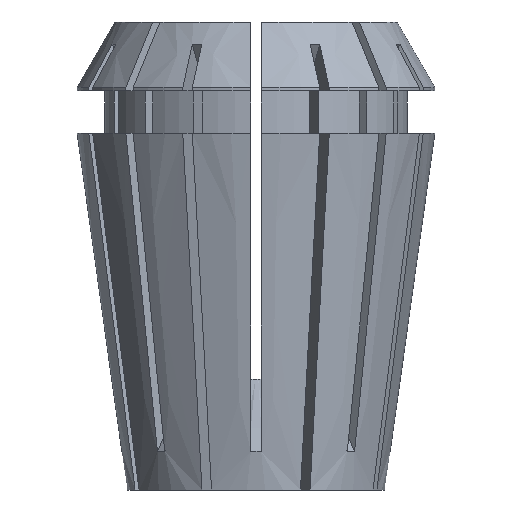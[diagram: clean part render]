
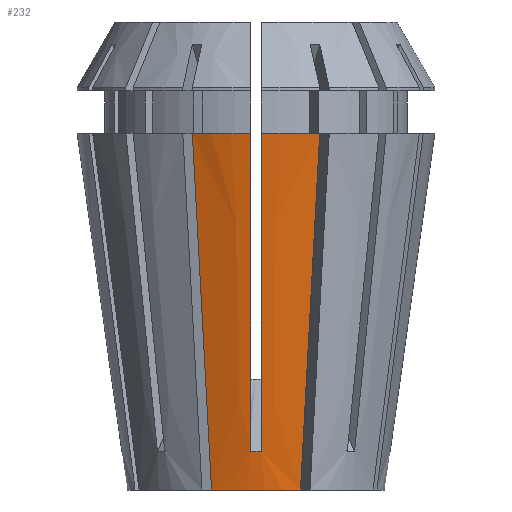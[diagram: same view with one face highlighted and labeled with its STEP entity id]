
A CAD part, left-side view. The second image highlights one B-rep face of the part: STEP entity #232.
In plain terms, the highlighted conical face has half-angle 8 degrees and reference radius 9.36 mm.
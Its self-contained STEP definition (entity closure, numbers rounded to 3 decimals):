
#5 = B_SPLINE_CURVE_WITH_KNOTS ( 'NONE', 3,
 ( #490, #3351, #1312, #4228, #1735, #948, #2985, #2566, #131, #4638 ),
 .UNSPECIFIED., .F., .F.,
 ( 4, 3, 3, 4 ),
 ( 0.048, 0.053, 0.071, 0.071 ),
 .UNSPECIFIED. ) ;
#75 = B_SPLINE_CURVE_WITH_KNOTS ( 'NONE', 3,
 ( #1950, #3555, #1553, #4006, #3135, #3974, #2295 ),
 .UNSPECIFIED., .F., .F.,
 ( 4, 3, 4 ),
 ( 0., 0.023, 0.026 ),
 .UNSPECIFIED. ) ;
#131 = CARTESIAN_POINT ( 'NONE',  ( -9.775, -0.375, 2.999 ) ) ;
#232 = ADVANCED_FACE ( 'NONE', ( #4628 ), #3070, .T. ) ;
#409 = CARTESIAN_POINT ( 'NONE',  ( 0., 0., 25.9 ) ) ;
#416 = EDGE_CURVE ( 'NONE', #634, #2248, #75, .T. ) ;
#449 = CARTESIAN_POINT ( 'NONE',  ( -9.748, 0.375, 2.809 ) ) ;
#489 = CARTESIAN_POINT ( 'NONE',  ( -10.192, 3.816, 10.832 ) ) ;
#490 = CARTESIAN_POINT ( 'NONE',  ( -12.995, -0.375, 25.9 ) ) ;
#509 = CARTESIAN_POINT ( 'NONE',  ( -9.213, 3.41, 3.298 ) ) ;
#581 = CIRCLE ( 'NONE', #3671, 9.36 ) ;
#634 = VERTEX_POINT ( 'NONE', #2433 ) ;
#723 = EDGE_CURVE ( 'NONE', #5204, #3695, #5, .T. ) ;
#839 = DIRECTION ( 'NONE',  ( -1., 0., 0. ) ) ;
#891 = CARTESIAN_POINT ( 'NONE',  ( 0., 0., 0. ) ) ;
#933 = CARTESIAN_POINT ( 'NONE',  ( -9.07, 3.351, 2.199 ) ) ;
#948 = CARTESIAN_POINT ( 'NONE',  ( -10.63, -0.375, 9.079 ) ) ;
#960 = CARTESIAN_POINT ( 'NONE',  ( -12.741, 0.375, 24.093 ) ) ;
#1088 = CARTESIAN_POINT ( 'NONE',  ( -12.995, 0.375, 25.9 ) ) ;
#1135 = DIRECTION ( 'NONE',  ( -1., 0., 0. ) ) ;
#1220 = DIRECTION ( 'NONE',  ( 0., 0., -1. ) ) ;
#1265 = CIRCLE ( 'NONE', #1893, 13. ) ;
#1312 = CARTESIAN_POINT ( 'NONE',  ( -12.487, -0.375, 22.285 ) ) ;
#1364 = CARTESIAN_POINT ( 'NONE',  ( -9.828, 0.375, 3.379 ) ) ;
#1496 = ORIENTED_EDGE ( 'NONE', *, *, #3978, .F. ) ;
#1543 = CARTESIAN_POINT ( 'NONE',  ( 0., 0., 25.9 ) ) ;
#1553 = CARTESIAN_POINT ( 'NONE',  ( -10.192, -3.816, 10.832 ) ) ;
#1655 = CIRCLE ( 'NONE', #5075, 13. ) ;
#1693 = VERTEX_POINT ( 'NONE', #1088 ) ;
#1713 = CARTESIAN_POINT ( 'NONE',  ( -10.63, 0.375, 9.079 ) ) ;
#1719 = CARTESIAN_POINT ( 'NONE',  ( -11.171, 4.221, 18.366 ) ) ;
#1725 = DIRECTION ( 'NONE',  ( 1., 0., 0. ) ) ;
#1735 = CARTESIAN_POINT ( 'NONE',  ( -11.431, -0.375, 14.778 ) ) ;
#1893 = AXIS2_PLACEMENT_3D ( 'NONE', #1543, #2783, #1135 ) ;
#1950 = CARTESIAN_POINT ( 'NONE',  ( -12.149, -4.626, 25.9 ) ) ;
#1984 = CARTESIAN_POINT ( 'NONE',  ( -9.748, 0.375, 2.809 ) ) ;
#2010 = CARTESIAN_POINT ( 'NONE',  ( -12.149, 4.626, 25.9 ) ) ;
#2034 = ORIENTED_EDGE ( 'NONE', *, *, #2744, .T. ) ;
#2052 = CARTESIAN_POINT ( 'NONE',  ( -12.149, 4.626, 25.9 ) ) ;
#2101 = CARTESIAN_POINT ( 'NONE',  ( -9.748, 0.375, 2.809 ) ) ;
#2114 = DIRECTION ( 'NONE',  ( 0., 0., -1. ) ) ;
#2149 = CARTESIAN_POINT ( 'NONE',  ( -9.748, -0.375, 2.809 ) ) ;
#2161 = CARTESIAN_POINT ( 'NONE',  ( -12.995, 0.375, 25.9 ) ) ;
#2226 = EDGE_CURVE ( 'NONE', #1693, #4765, #3807, .T. ) ;
#2248 = VERTEX_POINT ( 'NONE', #3790 ) ;
#2295 = CARTESIAN_POINT ( 'NONE',  ( -8.784, -3.233, 0. ) ) ;
#2408 = CARTESIAN_POINT ( 'NONE',  ( -8.784, 3.233, 0. ) ) ;
#2413 = CARTESIAN_POINT ( 'NONE',  ( -9.748, -0.375, 2.809 ) ) ;
#2433 = CARTESIAN_POINT ( 'NONE',  ( -12.149, -4.626, 25.9 ) ) ;
#2566 = CARTESIAN_POINT ( 'NONE',  ( -9.801, -0.375, 3.189 ) ) ;
#2576 = AXIS2_PLACEMENT_3D ( 'NONE', #4232, #4699, #1725 ) ;
#2606 = ORIENTED_EDGE ( 'NONE', *, *, #2226, .F. ) ;
#2744 = EDGE_CURVE ( 'NONE', #634, #5204, #1655, .T. ) ;
#2783 = DIRECTION ( 'NONE',  ( 0., 0., -1. ) ) ;
#2917 = CARTESIAN_POINT ( 'NONE',  ( -12.487, 0.375, 22.285 ) ) ;
#2984 = EDGE_LOOP ( 'NONE', ( #5217, #4846, #4062, #5290, #2034, #3077, #1496, #2606 ) ) ;
#2985 = CARTESIAN_POINT ( 'NONE',  ( -9.828, -0.375, 3.379 ) ) ;
#3070 = CONICAL_SURFACE ( 'NONE', #2576, 9.36, 0.14 ) ;
#3077 = ORIENTED_EDGE ( 'NONE', *, *, #723, .T. ) ;
#3135 = CARTESIAN_POINT ( 'NONE',  ( -9.07, -3.351, 2.199 ) ) ;
#3272 = VERTEX_POINT ( 'NONE', #2408 ) ;
#3320 = VERTEX_POINT ( 'NONE', #2052 ) ;
#3332 = EDGE_CURVE ( 'NONE', #2248, #3272, #581, .T. ) ;
#3351 = CARTESIAN_POINT ( 'NONE',  ( -12.741, -0.375, 24.093 ) ) ;
#3555 = CARTESIAN_POINT ( 'NONE',  ( -11.171, -4.221, 18.366 ) ) ;
#3618 = CARTESIAN_POINT ( 'NONE',  ( -12.995, -0.375, 25.9 ) ) ;
#3671 = AXIS2_PLACEMENT_3D ( 'NONE', #891, #2114, #839 ) ;
#3675 = EDGE_CURVE ( 'NONE', #3320, #3272, #4371, .T. ) ;
#3682 = CARTESIAN_POINT ( 'NONE',  ( -9.756, -0.125, 2.797 ) ) ;
#3695 = VERTEX_POINT ( 'NONE', #2149 ) ;
#3751 = CARTESIAN_POINT ( 'NONE',  ( -11.431, 0.375, 14.778 ) ) ;
#3790 = CARTESIAN_POINT ( 'NONE',  ( -8.784, -3.233, 0. ) ) ;
#3805 = EDGE_CURVE ( 'NONE', #1693, #3320, #1265, .T. ) ;
#3807 = B_SPLINE_CURVE_WITH_KNOTS ( 'NONE', 3,
 ( #2161, #960, #2917, #3820, #3751, #1713, #1364, #5052, #4586, #2101 ),
 .UNSPECIFIED., .F., .F.,
 ( 4, 3, 3, 4 ),
 ( 0.048, 0.053, 0.071, 0.071 ),
 .UNSPECIFIED. ) ;
#3820 = CARTESIAN_POINT ( 'NONE',  ( -12.233, 0.375, 20.478 ) ) ;
#3974 = CARTESIAN_POINT ( 'NONE',  ( -8.927, -3.292, 1.099 ) ) ;
#3978 = EDGE_CURVE ( 'NONE', #4765, #3695, #4293, .T. ) ;
#4006 = CARTESIAN_POINT ( 'NONE',  ( -9.213, -3.41, 3.298 ) ) ;
#4062 = ORIENTED_EDGE ( 'NONE', *, *, #3332, .F. ) ;
#4092 = DIRECTION ( 'NONE',  ( -1., 0., 0. ) ) ;
#4129 = CARTESIAN_POINT ( 'NONE',  ( -8.927, 3.292, 1.099 ) ) ;
#4228 = CARTESIAN_POINT ( 'NONE',  ( -12.233, -0.375, 20.478 ) ) ;
#4232 = CARTESIAN_POINT ( 'NONE',  ( 0., 0., 0. ) ) ;
#4293 = B_SPLINE_CURVE_WITH_KNOTS ( 'NONE', 3,
 ( #1984, #4889, #3682, #2413 ),
 .UNSPECIFIED., .F., .F.,
 ( 4, 4 ),
 ( 0., 0.001 ),
 .UNSPECIFIED. ) ;
#4371 = B_SPLINE_CURVE_WITH_KNOTS ( 'NONE', 3,
 ( #2010, #1719, #489, #509, #933, #4129, #4636 ),
 .UNSPECIFIED., .F., .F.,
 ( 4, 3, 4 ),
 ( 0., 0.023, 0.026 ),
 .UNSPECIFIED. ) ;
#4586 = CARTESIAN_POINT ( 'NONE',  ( -9.775, 0.375, 2.999 ) ) ;
#4628 = FACE_OUTER_BOUND ( 'NONE', #2984, .T. ) ;
#4636 = CARTESIAN_POINT ( 'NONE',  ( -8.784, 3.233, 0. ) ) ;
#4638 = CARTESIAN_POINT ( 'NONE',  ( -9.748, -0.375, 2.809 ) ) ;
#4699 = DIRECTION ( 'NONE',  ( 0., 0., 1. ) ) ;
#4765 = VERTEX_POINT ( 'NONE', #449 ) ;
#4846 = ORIENTED_EDGE ( 'NONE', *, *, #3675, .T. ) ;
#4889 = CARTESIAN_POINT ( 'NONE',  ( -9.756, 0.125, 2.797 ) ) ;
#5052 = CARTESIAN_POINT ( 'NONE',  ( -9.801, 0.375, 3.189 ) ) ;
#5075 = AXIS2_PLACEMENT_3D ( 'NONE', #409, #1220, #4092 ) ;
#5204 = VERTEX_POINT ( 'NONE', #3618 ) ;
#5217 = ORIENTED_EDGE ( 'NONE', *, *, #3805, .T. ) ;
#5290 = ORIENTED_EDGE ( 'NONE', *, *, #416, .F. ) ;
